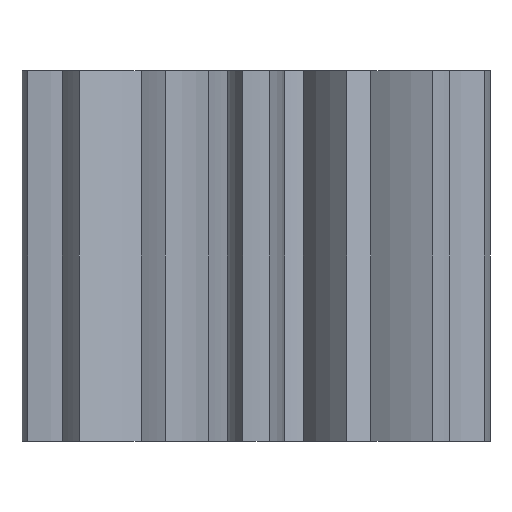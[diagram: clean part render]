
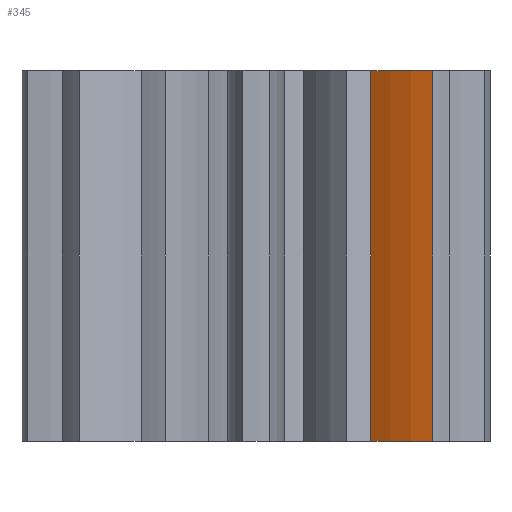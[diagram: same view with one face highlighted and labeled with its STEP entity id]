
A CAD part, front view. The second image highlights one B-rep face of the part: STEP entity #345.
In plain terms, the highlighted cylindrical face has radius 8.627 mm (diameter 17.254 mm), a partial arc.
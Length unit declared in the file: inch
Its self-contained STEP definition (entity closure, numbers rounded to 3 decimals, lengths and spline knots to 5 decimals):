
#23 = CARTESIAN_POINT ( 'NONE',  ( 0.19157, -0.21437, 0.625 ) ) ;
#275 = CYLINDRICAL_SURFACE ( 'NONE', #2061, 0.33964 ) ;
#345 = ADVANCED_FACE ( 'NONE', ( #2052 ), #275, .T. ) ;
#359 = AXIS2_PLACEMENT_3D ( 'NONE', #897, #546, #1560 ) ;
#389 = EDGE_CURVE ( 'NONE', #683, #1922, #415, .T. ) ;
#415 = LINE ( 'NONE', #1721, #1206 ) ;
#425 = DIRECTION ( 'NONE',  ( 0., 0., 1. ) ) ;
#442 = ORIENTED_EDGE ( 'NONE', *, *, #1647, .F. ) ;
#546 = DIRECTION ( 'NONE',  ( 0., 0., -1. ) ) ;
#551 = CARTESIAN_POINT ( 'NONE',  ( 0.29826, -0.26654, 0.5 ) ) ;
#572 = CIRCLE ( 'NONE', #754, 0.33964 ) ;
#578 = CARTESIAN_POINT ( 'NONE',  ( 0.29826, -0.26654, 0. ) ) ;
#588 = EDGE_LOOP ( 'NONE', ( #1311, #442, #1054, #769 ) ) ;
#602 = CARTESIAN_POINT ( 'NONE',  ( 0.29826, -0.26654, 0.625 ) ) ;
#683 = VERTEX_POINT ( 'NONE', #1674 ) ;
#730 = EDGE_CURVE ( 'NONE', #1804, #749, #2049, .T. ) ;
#743 = DIRECTION ( 'NONE',  ( -0.275, -0.961, 0. ) ) ;
#749 = VERTEX_POINT ( 'NONE', #578 ) ;
#754 = AXIS2_PLACEMENT_3D ( 'NONE', #1883, #1068, #1724 ) ;
#769 = ORIENTED_EDGE ( 'NONE', *, *, #1550, .F. ) ;
#897 = CARTESIAN_POINT ( 'NONE',  ( 0.39182, 0.05996, 0. ) ) ;
#1054 = ORIENTED_EDGE ( 'NONE', *, *, #389, .F. ) ;
#1068 = DIRECTION ( 'NONE',  ( 0., 0., 1. ) ) ;
#1206 = VECTOR ( 'NONE', #425, 39.37008 ) ;
#1311 = ORIENTED_EDGE ( 'NONE', *, *, #730, .F. ) ;
#1550 = EDGE_CURVE ( 'NONE', #749, #683, #1717, .T. ) ;
#1560 = DIRECTION ( 'NONE',  ( -0.275, -0.961, 0. ) ) ;
#1576 = DIRECTION ( 'NONE',  ( 0., 0., -1. ) ) ;
#1595 = DIRECTION ( 'NONE',  ( 0., 0., 1. ) ) ;
#1604 = CARTESIAN_POINT ( 'NONE',  ( 0.39182, 0.05996, 0. ) ) ;
#1647 = EDGE_CURVE ( 'NONE', #1922, #1804, #572, .T. ) ;
#1674 = CARTESIAN_POINT ( 'NONE',  ( 0.19157, -0.21437, 0. ) ) ;
#1683 = VECTOR ( 'NONE', #1576, 39.37008 ) ;
#1717 = CIRCLE ( 'NONE', #359, 0.33964 ) ;
#1721 = CARTESIAN_POINT ( 'NONE',  ( 0.19157, -0.21437, 0. ) ) ;
#1724 = DIRECTION ( 'NONE',  ( 1., 0., 0. ) ) ;
#1804 = VERTEX_POINT ( 'NONE', #602 ) ;
#1883 = CARTESIAN_POINT ( 'NONE',  ( 0.39182, 0.05996, 0.625 ) ) ;
#1922 = VERTEX_POINT ( 'NONE', #23 ) ;
#2049 = LINE ( 'NONE', #551, #1683 ) ;
#2052 = FACE_OUTER_BOUND ( 'NONE', #588, .T. ) ;
#2061 = AXIS2_PLACEMENT_3D ( 'NONE', #1604, #1595, #743 ) ;
